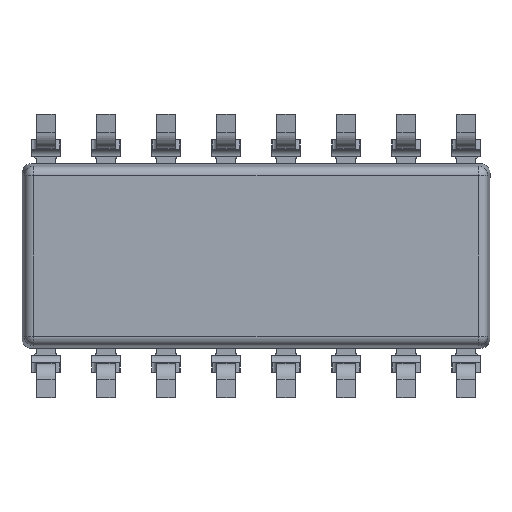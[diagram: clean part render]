
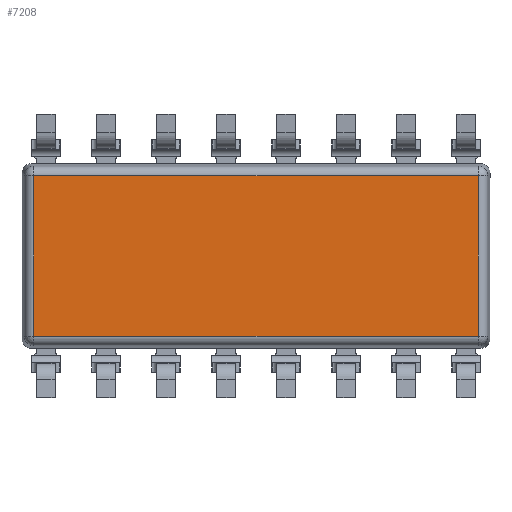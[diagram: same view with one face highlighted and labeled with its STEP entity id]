
A CAD part, front view. The second image highlights one B-rep face of the part: STEP entity #7208.
In plain terms, the highlighted face is planar.
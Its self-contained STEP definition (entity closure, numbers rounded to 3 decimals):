
#14=VERTEX_POINT ( 'NONE', #7883 );
#29=VECTOR ( 'NONE', #123, 1000. );
#123=DIRECTION ( 'NONE',  ( 0., 0., -1. ) );
#191=DIRECTION ( 'NONE',  ( 0., 0., 1. ) );
#440=DIRECTION ( 'NONE',  ( -1., 0., 0. ) );
#480=FACE_OUTER_BOUND ( 'NONE', #8743, .T. );
#645=PLANE ( 'NONE',  #4904 );
#978=VECTOR ( 'NONE', #191, 1000. );
#984=VERTEX_POINT ( 'NONE', #11688 );
#1586=LINE ( 'NONE', #2224, #2433 );
#1681=CARTESIAN_POINT ( 'NONE',  ( 0., 0.589, -3.651 ) );
#1685=EDGE_CURVE ( 'NONE', #3095, #984, #1586, .T. );
#1741=EDGE_CURVE ( 'NONE', #984, #14, #7650, .T. );
#1822=DIRECTION ( 'NONE',  ( 1., 0., 0. ) );
#1908=CARTESIAN_POINT ( 'NONE',  ( 9.651, 0.589, 0. ) );
#2224=CARTESIAN_POINT ( 'NONE',  ( 0., 0.589, -0.249 ) );
#2433=VECTOR ( 'NONE', #1822, 1000. );
#2529=CARTESIAN_POINT ( 'NONE',  ( 0., 0.589, 0. ) );
#2890=VECTOR ( 'NONE', #440, 1000. );
#3095=VERTEX_POINT ( 'NONE', #6731 );
#3122=ORIENTED_EDGE ( 'NONE', *, *, #1741, .T. );
#3386=VERTEX_POINT ( 'NONE', #3487 );
#3487=CARTESIAN_POINT ( 'NONE',  ( 0.249, 0.589, -3.651 ) );
#4441=CARTESIAN_POINT ( 'NONE',  ( 0.249, 0.589, 0. ) );
#4451=DIRECTION ( 'NONE',  ( 0., -1., 0. ) );
#4555=ORIENTED_EDGE ( 'NONE', *, *, #4558, .T. );
#4558=EDGE_CURVE ( 'NONE', #3386, #3095, #4661, .T. );
#4661=LINE ( 'NONE', #4441, #978 );
#4904=AXIS2_PLACEMENT_3D ( 'NONE', #2529, #4451, #123 );
#5582=EDGE_CURVE ( 'NONE', #14, #3386, #6243, .T. );
#6243=LINE ( 'NONE', #1681, #2890 );
#6731=CARTESIAN_POINT ( 'NONE',  ( 0.249, 0.589, -0.249 ) );
#7208=ADVANCED_FACE ( 'NONE', ( #480 ), #645, .F. );
#7650=LINE ( 'NONE', #1908, #29 );
#7883=CARTESIAN_POINT ( 'NONE',  ( 9.651, 0.589, -3.651 ) );
#8743=EDGE_LOOP ( 'NONE', ( #3122, #9155, #4555, #10036 ) );
#9155=ORIENTED_EDGE ( 'NONE', *, *, #5582, .T. );
#10036=ORIENTED_EDGE ( 'NONE', *, *, #1685, .T. );
#11688=CARTESIAN_POINT ( 'NONE',  ( 9.651, 0.589, -0.249 ) );
